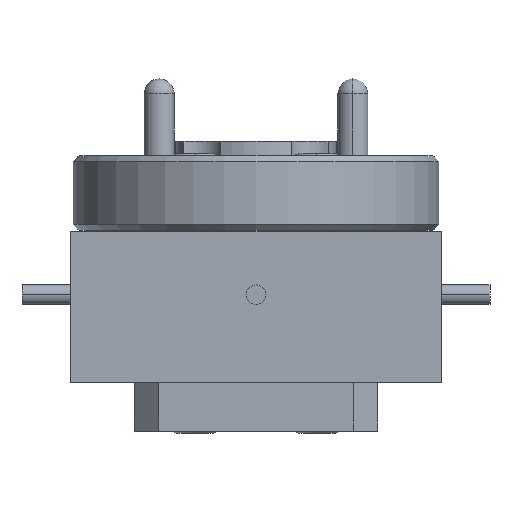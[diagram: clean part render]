
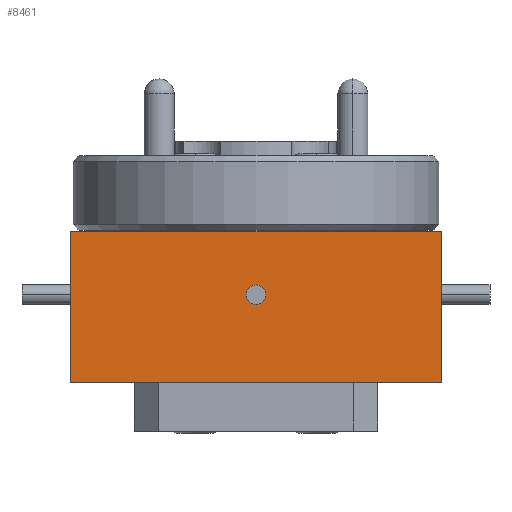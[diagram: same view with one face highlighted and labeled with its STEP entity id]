
A CAD part, front view. The second image highlights one B-rep face of the part: STEP entity #8461.
In plain terms, the highlighted face is planar.
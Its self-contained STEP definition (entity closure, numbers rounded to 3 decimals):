
#882 = LINE ( 'NONE', #6126, #3133 ) ;
#890 = EDGE_CURVE ( 'NONE', #1375, #5660, #3431, .T. ) ;
#929 = CARTESIAN_POINT ( 'NONE',  ( -9.652, -9.652, 3.937 ) ) ;
#1375 = VERTEX_POINT ( 'NONE', #2020 ) ;
#1911 = AXIS2_PLACEMENT_3D ( 'NONE', #9041, #6063, #8429 ) ;
#2020 = CARTESIAN_POINT ( 'NONE',  ( -9.652, 9.652, 3.937 ) ) ;
#2289 = VERTEX_POINT ( 'NONE', #5465 ) ;
#2501 = FACE_OUTER_BOUND ( 'NONE', #7102, .T. ) ;
#3017 = VERTEX_POINT ( 'NONE', #6152 ) ;
#3133 = VECTOR ( 'NONE', #7519, 1000. ) ;
#3275 = PLANE ( 'NONE',  #1911 ) ;
#3341 = ORIENTED_EDGE ( 'NONE', *, *, #5254, .F. ) ;
#3376 = CARTESIAN_POINT ( 'NONE',  ( -9.652, -9.652, 3.937 ) ) ;
#3431 = LINE ( 'NONE', #4783, #6719 ) ;
#3432 = VECTOR ( 'NONE', #7886, 1000. ) ;
#4110 = ORIENTED_EDGE ( 'NONE', *, *, #5201, .T. ) ;
#4584 = LINE ( 'NONE', #929, #6995 ) ;
#4591 = ORIENTED_EDGE ( 'NONE', *, *, #890, .F. ) ;
#4783 = CARTESIAN_POINT ( 'NONE',  ( -9.652, 9.652, 3.937 ) ) ;
#5201 = EDGE_CURVE ( 'NONE', #2289, #3017, #882, .T. ) ;
#5254 = EDGE_CURVE ( 'NONE', #5660, #3017, #4584, .T. ) ;
#5465 = CARTESIAN_POINT ( 'NONE',  ( -9.652, 9.652, -3.937 ) ) ;
#5660 = VERTEX_POINT ( 'NONE', #3376 ) ;
#6063 = DIRECTION ( 'NONE',  ( 1., 0., 0. ) ) ;
#6126 = CARTESIAN_POINT ( 'NONE',  ( -9.652, 9.652, -3.937 ) ) ;
#6152 = CARTESIAN_POINT ( 'NONE',  ( -9.652, -9.652, -3.937 ) ) ;
#6719 = VECTOR ( 'NONE', #9247, 1000. ) ;
#6858 = DIRECTION ( 'NONE',  ( 0., 0., -1. ) ) ;
#6995 = VECTOR ( 'NONE', #6858, 1000. ) ;
#7102 = EDGE_LOOP ( 'NONE', ( #4110, #3341, #4591, #8856 ) ) ;
#7519 = DIRECTION ( 'NONE',  ( 0., -1., 0. ) ) ;
#7886 = DIRECTION ( 'NONE',  ( 0., 0., -1. ) ) ;
#8231 = EDGE_CURVE ( 'NONE', #1375, #2289, #8622, .T. ) ;
#8429 = DIRECTION ( 'NONE',  ( 0., 1., 0. ) ) ;
#8461 = ADVANCED_FACE ( 'NONE', ( #2501 ), #3275, .F. ) ;
#8622 = LINE ( 'NONE', #8663, #3432 ) ;
#8663 = CARTESIAN_POINT ( 'NONE',  ( -9.652, 9.652, 3.937 ) ) ;
#8856 = ORIENTED_EDGE ( 'NONE', *, *, #8231, .T. ) ;
#9041 = CARTESIAN_POINT ( 'NONE',  ( -9.652, 9.652, 3.937 ) ) ;
#9247 = DIRECTION ( 'NONE',  ( 0., -1., 0. ) ) ;
